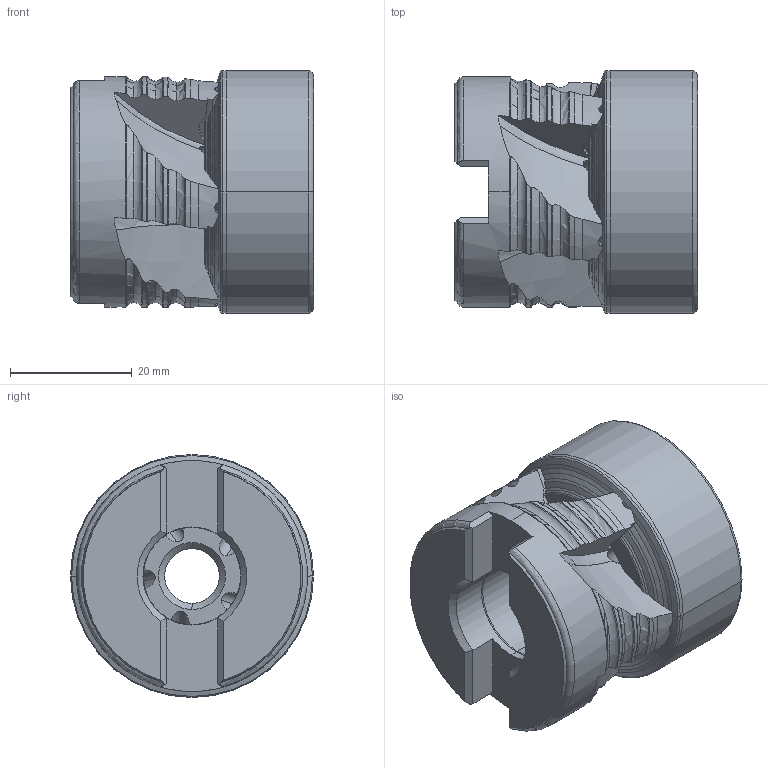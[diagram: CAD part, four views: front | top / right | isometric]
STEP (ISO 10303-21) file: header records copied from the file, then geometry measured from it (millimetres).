
FILE_DESCRIPTION (( 'STEP AP214' ), '1' );
FILE_NAME ('90PP-040-70-16-5.STEP', '2019-05-21T13:48:52', ( '' ), ( '' ), 'SwSTEP 2.0', 'SolidWorks 2018', '' );
FILE_SCHEMA (( 'AUTOMOTIVE_DESIGN' ));
Length unit declared in the file: millimetre
Products named in the file (1): 90PP-040-70-16-5
Bounding box: 40 x 39.98 x 39.98 mm (x, y, z)
Volume: 33978.8 mm3; surface area: 10214.9 mm2
Topology: 1 solids, 1 shells, 361 faces, 1081 edges, 703 vertices
Faces by surface type: cone 150, torus 73, cylinder 69, plane 69
Entity records: 14935 total; most frequent: CARTESIAN_POINT 4642, ORIENTED_EDGE 2162, DIRECTION 1570, EDGE_CURVE 1081, VERTEX_POINT 703, AXIS2_PLACEMENT_3D 694, B_SPLINE_CURVE_WITH_KNOTS 480, EDGE_LOOP 364
